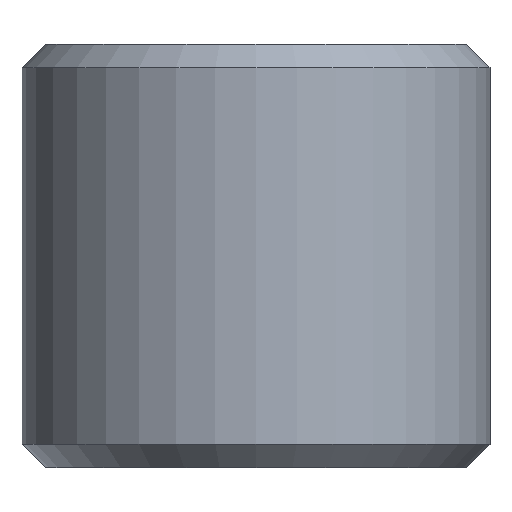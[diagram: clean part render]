
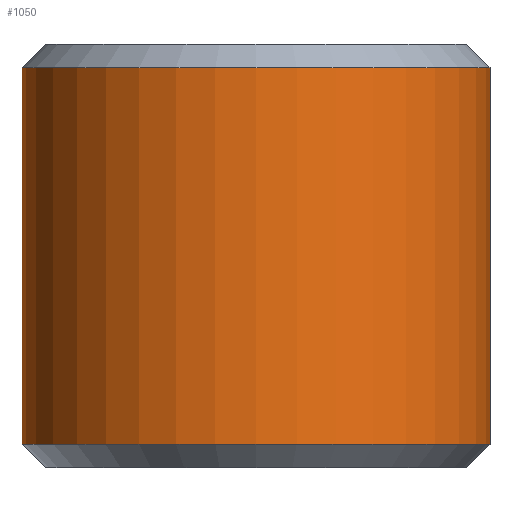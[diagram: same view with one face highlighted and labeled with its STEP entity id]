
A CAD part, front view. The second image highlights one B-rep face of the part: STEP entity #1050.
In plain terms, the highlighted cylindrical face has radius 5 mm (diameter 10 mm), a full revolution.
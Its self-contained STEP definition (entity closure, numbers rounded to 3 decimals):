
#15=CYLINDRICAL_SURFACE('',#1098,5.);
#20=CIRCLE('',#1096,5.);
#22=CIRCLE('',#1099,5.);
#23=CIRCLE('',#1100,5.);
#109=FACE_OUTER_BOUND('',#174,.T.);
#174=EDGE_LOOP('',(#940,#941,#942,#943,#944));
#261=LINE('',#2094,#344);
#344=VECTOR('',#1247,5.);
#504=VERTEX_POINT('',#2084);
#506=VERTEX_POINT('',#2090);
#507=VERTEX_POINT('',#2091);
#652=EDGE_CURVE('',#504,#504,#20,.T.);
#655=EDGE_CURVE('',#506,#507,#22,.T.);
#656=EDGE_CURVE('',#507,#506,#23,.T.);
#657=EDGE_CURVE('',#507,#504,#261,.T.);
#940=ORIENTED_EDGE('',*,*,#655,.F.);
#941=ORIENTED_EDGE('',*,*,#656,.F.);
#942=ORIENTED_EDGE('',*,*,#657,.T.);
#943=ORIENTED_EDGE('',*,*,#652,.F.);
#944=ORIENTED_EDGE('',*,*,#657,.F.);
#1050=ADVANCED_FACE('',(#109),#15,.T.);
#1096=AXIS2_PLACEMENT_3D('',#2085,#1236,#1237);
#1098=AXIS2_PLACEMENT_3D('',#2089,#1241,#1242);
#1099=AXIS2_PLACEMENT_3D('',#2092,#1243,#1244);
#1100=AXIS2_PLACEMENT_3D('',#2093,#1245,#1246);
#1236=DIRECTION('center_axis',(0.,0.,-1.));
#1237=DIRECTION('ref_axis',(1.,0.,0.));
#1241=DIRECTION('center_axis',(0.,0.,1.));
#1242=DIRECTION('ref_axis',(1.,0.,0.));
#1243=DIRECTION('center_axis',(0.,0.,1.));
#1244=DIRECTION('ref_axis',(-1.,0.,0.));
#1245=DIRECTION('center_axis',(0.,0.,1.));
#1246=DIRECTION('ref_axis',(-1.,0.,0.));
#1247=DIRECTION('',(0.,0.,-1.));
#2084=CARTESIAN_POINT('',(-5.,0.,0.5));
#2085=CARTESIAN_POINT('Origin',(0.,0.,0.5));
#2089=CARTESIAN_POINT('Origin',(0.,0.,0.));
#2090=CARTESIAN_POINT('',(5.,0.,8.54));
#2091=CARTESIAN_POINT('',(-5.,0.,8.54));
#2092=CARTESIAN_POINT('Origin',(0.,0.,8.54));
#2093=CARTESIAN_POINT('Origin',(0.,0.,8.54));
#2094=CARTESIAN_POINT('',(-5.,0.,0.));
